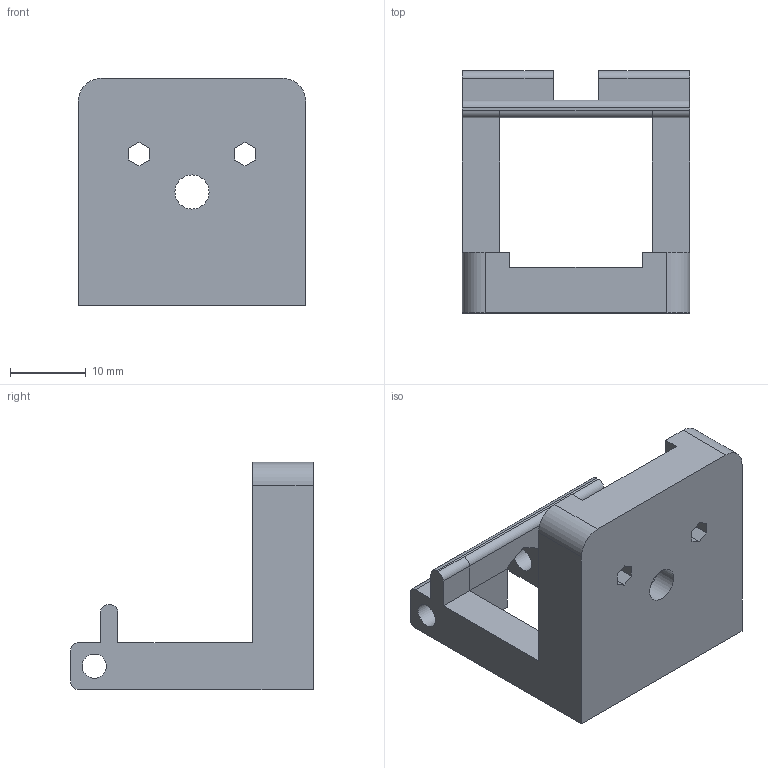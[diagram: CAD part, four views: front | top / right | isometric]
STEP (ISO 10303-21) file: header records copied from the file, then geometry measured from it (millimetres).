
FILE_DESCRIPTION(('FreeCAD Model'),'2;1');
FILE_NAME('Open CASCADE Shape Model','2021-09-24T20:03:43',('Author'),( ''),'Open CASCADE STEP processor 7.4','FreeCAD','Unknown');
FILE_SCHEMA(('AUTOMOTIVE_DESIGN { 1 0 10303 214 1 1 1 1 }'));
Length unit declared in the file: millimetre
Products named in the file (1): Fillet001
Bounding box: 30 x 32 x 30 mm (x, y, z)
Volume: 7772.6 mm3; surface area: 4910 mm2
Topology: 1 solids, 1 shells, 60 faces, 167 edges, 108 vertices
Faces by surface type: plane 46, cylinder 14
Full cylindrical faces by diameter (mm): 3.2 x2, 4.5 x1, 12 x1
Entity records: 4067 total; most frequent: CARTESIAN_POINT 816, DIRECTION 558, LINE 371, VECTOR 371, ORIENTED_EDGE 334, PCURVE 334, DEFINITIONAL_REPRESENTATION 334, EDGE_CURVE 167
